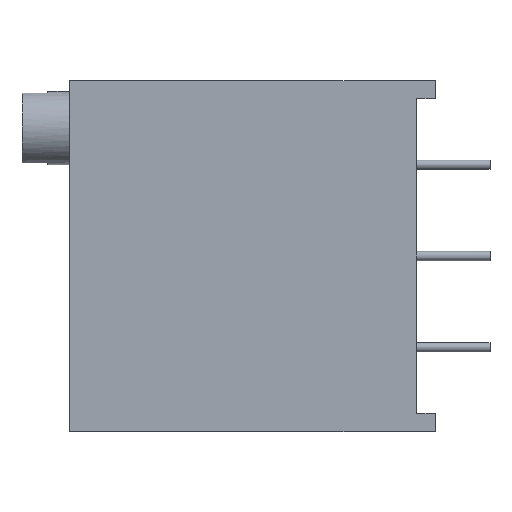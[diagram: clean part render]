
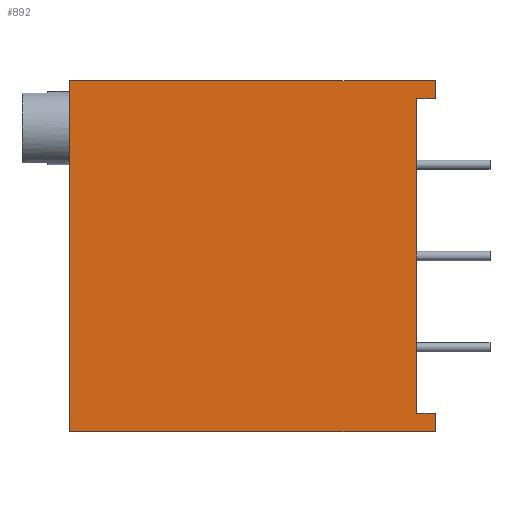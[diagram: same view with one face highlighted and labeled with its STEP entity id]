
A CAD part, left-side view. The second image highlights one B-rep face of the part: STEP entity #892.
In plain terms, the highlighted planar face has unit normal (-1, 0, 0).
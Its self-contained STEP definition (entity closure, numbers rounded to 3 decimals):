
#12 = ORIENTED_EDGE ( 'NONE', *, *, #75, .F. ) ;
#25 = VERTEX_POINT ( 'NONE', #634 ) ;
#39 = VERTEX_POINT ( 'NONE', #641 ) ;
#44 = EDGE_CURVE ( 'NONE', #989, #1091, #725, .T. ) ;
#62 = CARTESIAN_POINT ( 'NONE',  ( 0., 0., -0.2 ) ) ;
#75 = EDGE_CURVE ( 'NONE', #226, #288, #193, .T. ) ;
#79 = FACE_OUTER_BOUND ( 'NONE', #280, .T. ) ;
#93 = VECTOR ( 'NONE', #1041, 1000. ) ;
#121 = ORIENTED_EDGE ( 'NONE', *, *, #444, .F. ) ;
#132 = LINE ( 'NONE', #1141, #250 ) ;
#173 = CARTESIAN_POINT ( 'NONE',  ( 0., 10., 4.6 ) ) ;
#193 = LINE ( 'NONE', #737, #631 ) ;
#194 = EDGE_CURVE ( 'NONE', #1091, #25, #132, .T. ) ;
#200 = DIRECTION ( 'NONE',  ( 0., 0., -1. ) ) ;
#203 = EDGE_CURVE ( 'NONE', #39, #989, #402, .T. ) ;
#226 = VERTEX_POINT ( 'NONE', #320 ) ;
#247 = VERTEX_POINT ( 'NONE', #1154 ) ;
#250 = VECTOR ( 'NONE', #686, 1000. ) ;
#280 = EDGE_LOOP ( 'NONE', ( #121, #1105, #1178, #441, #825, #1126, #421, #12 ) ) ;
#288 = VERTEX_POINT ( 'NONE', #622 ) ;
#320 = CARTESIAN_POINT ( 'NONE',  ( 0., 0., -5. ) ) ;
#394 = CARTESIAN_POINT ( 'NONE',  ( 0., 0., 4.1 ) ) ;
#402 = LINE ( 'NONE', #62, #543 ) ;
#421 = ORIENTED_EDGE ( 'NONE', *, *, #429, .F. ) ;
#429 = EDGE_CURVE ( 'NONE', #288, #247, #685, .T. ) ;
#441 = ORIENTED_EDGE ( 'NONE', *, *, #44, .F. ) ;
#444 = EDGE_CURVE ( 'NONE', #618, #226, #1059, .T. ) ;
#452 = CARTESIAN_POINT ( 'NONE',  ( 0., 0., -4.5 ) ) ;
#454 = DIRECTION ( 'NONE',  ( 0., 1., 0. ) ) ;
#473 = DIRECTION ( 'NONE',  ( 0., 0., 1. ) ) ;
#489 = DIRECTION ( 'NONE',  ( 0., 0., -1. ) ) ;
#509 = CARTESIAN_POINT ( 'NONE',  ( 0., 0., 4.1 ) ) ;
#514 = PLANE ( 'NONE',  #1030 ) ;
#541 = VECTOR ( 'NONE', #454, 1000. ) ;
#543 = VECTOR ( 'NONE', #489, 1000. ) ;
#578 = DIRECTION ( 'NONE',  ( 0., 0., -1. ) ) ;
#610 = DIRECTION ( 'NONE',  ( 0., -1., 0. ) ) ;
#618 = VERTEX_POINT ( 'NONE', #452 ) ;
#622 = CARTESIAN_POINT ( 'NONE',  ( 0., 10., -5. ) ) ;
#628 = DIRECTION ( 'NONE',  ( 0., 1., 0. ) ) ;
#631 = VECTOR ( 'NONE', #628, 1000. ) ;
#634 = CARTESIAN_POINT ( 'NONE',  ( 0., 0.5, -4.5 ) ) ;
#641 = CARTESIAN_POINT ( 'NONE',  ( 0., 0., 4.6 ) ) ;
#650 = CARTESIAN_POINT ( 'NONE',  ( 0., 0.5, 4.1 ) ) ;
#679 = VECTOR ( 'NONE', #610, 1000. ) ;
#685 = LINE ( 'NONE', #956, #953 ) ;
#686 = DIRECTION ( 'NONE',  ( 0., 0., -1. ) ) ;
#712 = DIRECTION ( 'NONE',  ( 1., 0., 0. ) ) ;
#725 = LINE ( 'NONE', #394, #541 ) ;
#737 = CARTESIAN_POINT ( 'NONE',  ( 0., 0., -5. ) ) ;
#744 = CARTESIAN_POINT ( 'NONE',  ( 0., 4.989, -0.2 ) ) ;
#825 = ORIENTED_EDGE ( 'NONE', *, *, #203, .F. ) ;
#845 = CARTESIAN_POINT ( 'NONE',  ( 0., 0., -0.2 ) ) ;
#864 = EDGE_CURVE ( 'NONE', #25, #618, #1080, .T. ) ;
#889 = CARTESIAN_POINT ( 'NONE',  ( 0., 0.5, -4.5 ) ) ;
#892 = ADVANCED_FACE ( 'NONE', ( #79 ), #514, .F. ) ;
#953 = VECTOR ( 'NONE', #473, 1000. ) ;
#956 = CARTESIAN_POINT ( 'NONE',  ( 0., 10., -5. ) ) ;
#960 = EDGE_CURVE ( 'NONE', #247, #39, #998, .T. ) ;
#989 = VERTEX_POINT ( 'NONE', #509 ) ;
#990 = VECTOR ( 'NONE', #578, 1000. ) ;
#998 = LINE ( 'NONE', #173, #93 ) ;
#1030 = AXIS2_PLACEMENT_3D ( 'NONE', #744, #712, #200 ) ;
#1041 = DIRECTION ( 'NONE',  ( 0., -1., 0. ) ) ;
#1059 = LINE ( 'NONE', #845, #990 ) ;
#1080 = LINE ( 'NONE', #889, #679 ) ;
#1091 = VERTEX_POINT ( 'NONE', #650 ) ;
#1105 = ORIENTED_EDGE ( 'NONE', *, *, #864, .F. ) ;
#1126 = ORIENTED_EDGE ( 'NONE', *, *, #960, .F. ) ;
#1141 = CARTESIAN_POINT ( 'NONE',  ( 0., 0.5, 4.1 ) ) ;
#1154 = CARTESIAN_POINT ( 'NONE',  ( 0., 10., 4.6 ) ) ;
#1178 = ORIENTED_EDGE ( 'NONE', *, *, #194, .F. ) ;
